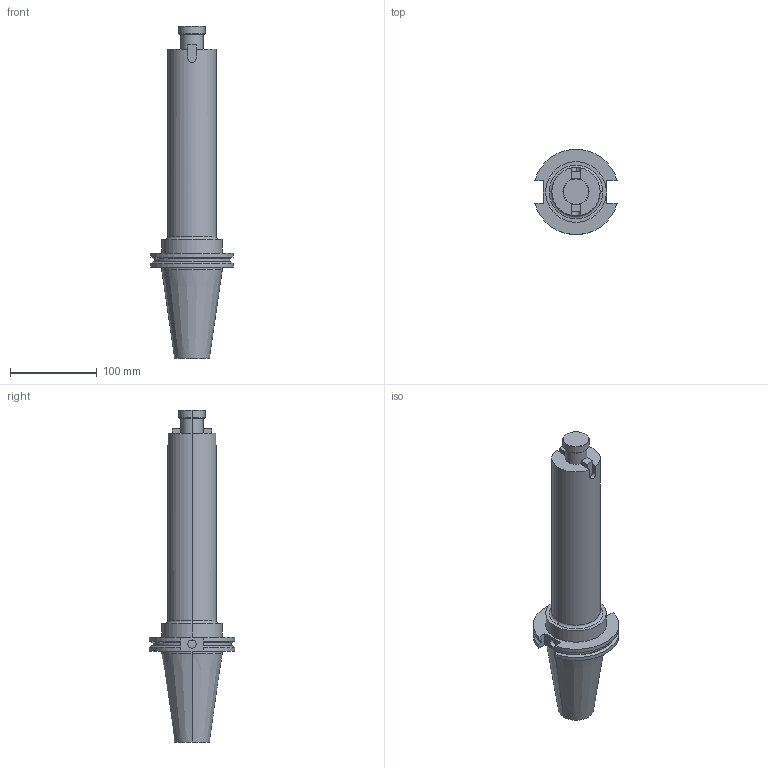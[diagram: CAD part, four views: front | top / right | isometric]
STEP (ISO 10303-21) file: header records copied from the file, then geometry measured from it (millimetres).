
FILE_DESCRIPTION (( 'STEP AP203' ), '1' );
FILE_NAME ('STP-22723-10.STEP', '2019-10-04T05:38:04', ( '' ), ( '' ), 'SwSTEP 2.0', 'SolidWorks 2017', '' );
FILE_SCHEMA (( 'CONFIG_CONTROL_DESIGN' ));
Length unit declared in the file: millimetre
Products named in the file (1): STP-22723-10
Bounding box: 94.95 x 98.05 x 382.45 mm (x, y, z)
Volume: 940825.5 mm3; surface area: 89615.9 mm2
Topology: 4 solids, 4 shells, 84 faces, 194 edges, 123 vertices
Faces by surface type: plane 36, cylinder 30, cone 16, torus 2
Entity records: 2511 total; most frequent: CARTESIAN_POINT 491, DIRECTION 426, ORIENTED_EDGE 384, EDGE_CURVE 192, AXIS2_PLACEMENT_3D 160, VERTEX_POINT 123, VECTOR 106, LINE 106
